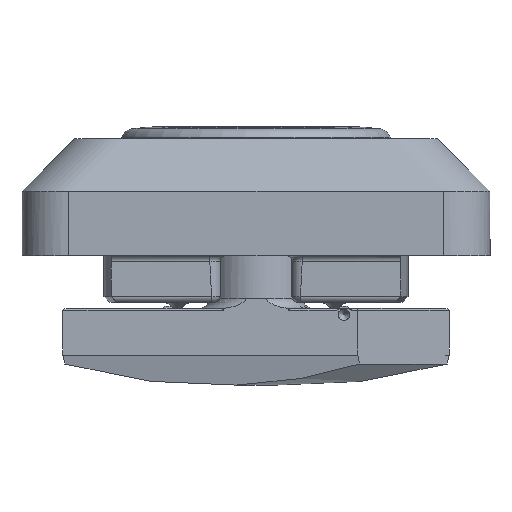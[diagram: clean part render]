
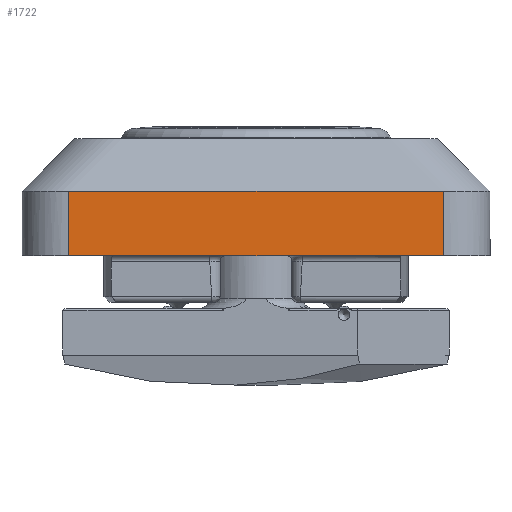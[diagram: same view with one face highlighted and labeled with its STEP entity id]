
A CAD part, front view. The second image highlights one B-rep face of the part: STEP entity #1722.
In plain terms, the highlighted face is planar.
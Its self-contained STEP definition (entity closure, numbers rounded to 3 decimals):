
#1722=ADVANCED_FACE('',(#2522),#2523,.F.);
#2522=FACE_OUTER_BOUND('',#5393,.T.);
#2523=PLANE('',#5394);
#5393=EDGE_LOOP('',(#8065,#8066,#8067,#8068));
#5394=AXIS2_PLACEMENT_3D('',#8069,#8070,#8071);
#8065=ORIENTED_EDGE('',*,*,#9559,.T.);
#8066=ORIENTED_EDGE('',*,*,#9573,.F.);
#8067=ORIENTED_EDGE('',*,*,#9428,.F.);
#8068=ORIENTED_EDGE('',*,*,#9431,.T.);
#8069=CARTESIAN_POINT('',(-40.0,16.0,5.5));
#8070=DIRECTION('',(1.0,0.0,0.0));
#8071=DIRECTION('',(0.0,0.0,-1.0));
#9428=EDGE_CURVE('',#10936,#10938,#10939,.T.);
#9431=EDGE_CURVE('',#10936,#10942,#10944,.T.);
#9559=EDGE_CURVE('',#10942,#11156,#11158,.T.);
#9573=EDGE_CURVE('',#10938,#11156,#11180,.T.);
#10936=VERTEX_POINT('',#14861);
#10938=VERTEX_POINT('',#14868);
#10939=B_SPLINE_CURVE_WITH_KNOTS('',3,(#14869,#14870,#14871,#14872),.UNSPECIFIED.,.F.,.F.,(4,4),(0.844,0.971),.UNSPECIFIED.);
#10942=VERTEX_POINT('',#14880);
#10944=LINE('',#14882,#14883);
#11156=VERTEX_POINT('',#15147);
#11158=LINE('',#15149,#15150);
#11180=LINE('',#15183,#15184);
#14861=CARTESIAN_POINT('',(-40.0,16.0,5.5));
#14868=CARTESIAN_POINT('',(-40.0,-16.0,5.5));
#14869=CARTESIAN_POINT('',(-40.0,16.0,5.5));
#14870=CARTESIAN_POINT('',(-40.0,6.18,5.5));
#14871=CARTESIAN_POINT('',(-40.0,-6.18,5.5));
#14872=CARTESIAN_POINT('',(-40.0,-16.0,5.5));
#14880=CARTESIAN_POINT('',(-40.0,16.0,0.0));
#14882=CARTESIAN_POINT('',(-40.0,16.0,5.5));
#14883=VECTOR('',#16462,1.0);
#15147=CARTESIAN_POINT('',(-40.0,-16.0,0.0));
#15149=CARTESIAN_POINT('',(-40.0,16.0,0.0));
#15150=VECTOR('',#16740,1.0);
#15183=CARTESIAN_POINT('',(-40.0,-16.0,5.5));
#15184=VECTOR('',#16758,1.0);
#16462=DIRECTION('',(0.0,0.0,-1.0));
#16740=DIRECTION('',(0.0,-1.0,0.0));
#16758=DIRECTION('',(0.0,0.0,-1.0));
